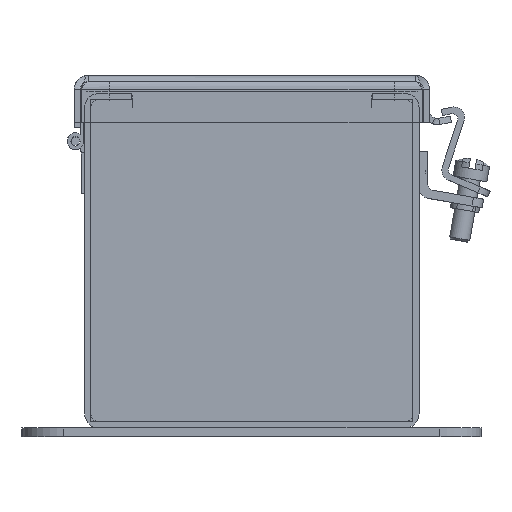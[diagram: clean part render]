
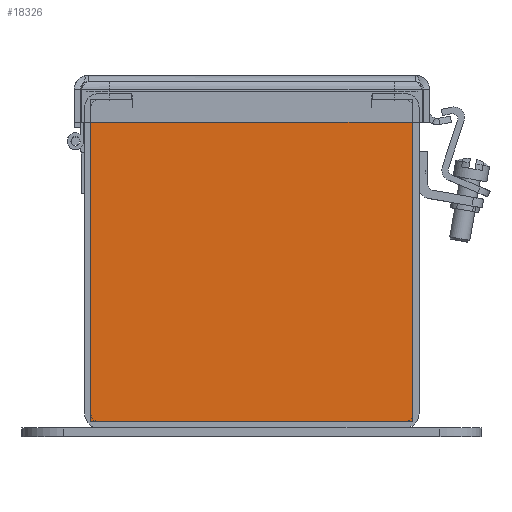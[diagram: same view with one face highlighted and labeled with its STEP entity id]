
A CAD part, left-side view. The second image highlights one B-rep face of the part: STEP entity #18326.
In plain terms, the highlighted planar face has unit normal (-1, 0, 0).
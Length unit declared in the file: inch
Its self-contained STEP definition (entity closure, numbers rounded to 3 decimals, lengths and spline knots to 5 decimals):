
#61 = VECTOR ( 'NONE', #42978, 39.37008 ) ;
#982 = VERTEX_POINT ( 'NONE', #15653 ) ;
#1204 = EDGE_CURVE ( 'NONE', #35921, #982, #37036, .T. ) ;
#3413 = VERTEX_POINT ( 'NONE', #47887 ) ;
#5594 = DIRECTION ( 'NONE',  ( 0., 0., -1. ) ) ;
#5699 = ORIENTED_EDGE ( 'NONE', *, *, #8611, .F. ) ;
#6974 = VERTEX_POINT ( 'NONE', #44776 ) ;
#7032 = CARTESIAN_POINT ( 'NONE',  ( -30., 0., 2.58225 ) ) ;
#7471 = LINE ( 'NONE', #47322, #16028 ) ;
#7548 = VECTOR ( 'NONE', #10013, 39.37008 ) ;
#8147 = EDGE_LOOP ( 'NONE', ( #18058, #24983, #47731, #41309, #37130, #19127, #41671, #51140, #5699, #39740, #14592, #19820 ) ) ;
#8611 = EDGE_CURVE ( 'NONE', #41061, #3413, #47724, .T. ) ;
#9198 = EDGE_CURVE ( 'NONE', #26035, #10414, #46419, .T. ) ;
#9906 = PLANE ( 'NONE',  #47160 ) ;
#10013 = DIRECTION ( 'NONE',  ( 0., 1., 0. ) ) ;
#10294 = CARTESIAN_POINT ( 'NONE',  ( -30., 1.926, 0.75 ) ) ;
#10414 = VERTEX_POINT ( 'NONE', #48935 ) ;
#10476 = LINE ( 'NONE', #7032, #20845 ) ;
#10531 = LINE ( 'NONE', #26809, #61 ) ;
#11224 = VERTEX_POINT ( 'NONE', #26413 ) ;
#11407 = CARTESIAN_POINT ( 'NONE',  ( -30., 1.4277, 0.75 ) ) ;
#12500 = CARTESIAN_POINT ( 'NONE',  ( -30., 1.4275, 2.58205 ) ) ;
#13113 = DIRECTION ( 'NONE',  ( 0., 0., -1. ) ) ;
#13762 = CARTESIAN_POINT ( 'NONE',  ( -30., 1.4275, 2.58225 ) ) ;
#14592 = ORIENTED_EDGE ( 'NONE', *, *, #36165, .F. ) ;
#15653 = CARTESIAN_POINT ( 'NONE',  ( -30., -1.4275, 2.58225 ) ) ;
#15680 = EDGE_CURVE ( 'NONE', #27974, #982, #10476, .T. ) ;
#16028 = VECTOR ( 'NONE', #22672, 39.37008 ) ;
#16809 = LINE ( 'NONE', #33846, #26119 ) ;
#18058 = ORIENTED_EDGE ( 'NONE', *, *, #37530, .T. ) ;
#18326 = ADVANCED_FACE ( 'NONE', ( #34180 ), #9906, .F. ) ;
#19127 = ORIENTED_EDGE ( 'NONE', *, *, #42475, .F. ) ;
#19820 = ORIENTED_EDGE ( 'NONE', *, *, #38589, .F. ) ;
#19854 = CARTESIAN_POINT ( 'NONE',  ( -30., 0., -1.176 ) ) ;
#20399 = DIRECTION ( 'NONE',  ( 0., 1., 0. ) ) ;
#20845 = VECTOR ( 'NONE', #31018, 39.37008 ) ;
#21237 = CARTESIAN_POINT ( 'NONE',  ( -30., 1.4275, 2.58205 ) ) ;
#22201 = DIRECTION ( 'NONE',  ( 0., 1., 0. ) ) ;
#22672 = DIRECTION ( 'NONE',  ( 0., 1., 0. ) ) ;
#23297 = VERTEX_POINT ( 'NONE', #43950 ) ;
#24983 = ORIENTED_EDGE ( 'NONE', *, *, #1204, .T. ) ;
#25318 = CARTESIAN_POINT ( 'NONE',  ( -30., -1.4275, 2.58205 ) ) ;
#25658 = EDGE_CURVE ( 'NONE', #3413, #6974, #50681, .T. ) ;
#25659 = LINE ( 'NONE', #41807, #47606 ) ;
#26014 = VECTOR ( 'NONE', #26906, 39.37008 ) ;
#26035 = VERTEX_POINT ( 'NONE', #12500 ) ;
#26119 = VECTOR ( 'NONE', #5594, 39.37008 ) ;
#26171 = EDGE_CURVE ( 'NONE', #6974, #23297, #46237, .T. ) ;
#26382 = DIRECTION ( 'NONE',  ( 0., -1., 0. ) ) ;
#26413 = CARTESIAN_POINT ( 'NONE',  ( -30., -1.4277, 2.58205 ) ) ;
#26562 = DIRECTION ( 'NONE',  ( 0., 0., 1. ) ) ;
#26809 = CARTESIAN_POINT ( 'NONE',  ( -30., -1.4277, 0.75 ) ) ;
#26906 = DIRECTION ( 'NONE',  ( 0., 0., -1. ) ) ;
#27025 = VERTEX_POINT ( 'NONE', #49488 ) ;
#27516 = DIRECTION ( 'NONE',  ( 0., -1., 0. ) ) ;
#27974 = VERTEX_POINT ( 'NONE', #13762 ) ;
#28388 = VECTOR ( 'NONE', #26382, 39.37008 ) ;
#28581 = VERTEX_POINT ( 'NONE', #47223 ) ;
#29582 = DIRECTION ( 'NONE',  ( 0., 0., 1. ) ) ;
#31018 = DIRECTION ( 'NONE',  ( 0., -1., 0. ) ) ;
#31773 = EDGE_CURVE ( 'NONE', #27025, #41061, #25659, .T. ) ;
#32291 = CARTESIAN_POINT ( 'NONE',  ( -30., 0., 2.676 ) ) ;
#33846 = CARTESIAN_POINT ( 'NONE',  ( -30., 1.4275, 2.676 ) ) ;
#34180 = FACE_OUTER_BOUND ( 'NONE', #8147, .T. ) ;
#35172 = CARTESIAN_POINT ( 'NONE',  ( -30., 0., 2.676 ) ) ;
#35921 = VERTEX_POINT ( 'NONE', #45304 ) ;
#36165 = EDGE_CURVE ( 'NONE', #28581, #27025, #40467, .T. ) ;
#37036 = LINE ( 'NONE', #25318, #48733 ) ;
#37130 = ORIENTED_EDGE ( 'NONE', *, *, #9198, .T. ) ;
#37530 = EDGE_CURVE ( 'NONE', #11224, #35921, #7471, .T. ) ;
#38589 = EDGE_CURVE ( 'NONE', #11224, #28581, #10531, .T. ) ;
#38953 = DIRECTION ( 'NONE',  ( 1., 0., 0. ) ) ;
#39740 = ORIENTED_EDGE ( 'NONE', *, *, #31773, .F. ) ;
#40278 = CARTESIAN_POINT ( 'NONE',  ( -30., -1.926, -1.176 ) ) ;
#40467 = LINE ( 'NONE', #32291, #48230 ) ;
#41061 = VERTEX_POINT ( 'NONE', #40278 ) ;
#41309 = ORIENTED_EDGE ( 'NONE', *, *, #44091, .T. ) ;
#41671 = ORIENTED_EDGE ( 'NONE', *, *, #26171, .F. ) ;
#41807 = CARTESIAN_POINT ( 'NONE',  ( -30., -1.926, 0.75 ) ) ;
#42475 = EDGE_CURVE ( 'NONE', #23297, #10414, #47806, .T. ) ;
#42978 = DIRECTION ( 'NONE',  ( 0., 0., 1. ) ) ;
#43950 = CARTESIAN_POINT ( 'NONE',  ( -30., 1.4277, 2.676 ) ) ;
#44091 = EDGE_CURVE ( 'NONE', #27974, #26035, #16809, .T. ) ;
#44776 = CARTESIAN_POINT ( 'NONE',  ( -30., 1.926, 2.676 ) ) ;
#45304 = CARTESIAN_POINT ( 'NONE',  ( -30., -1.4275, 2.58205 ) ) ;
#46237 = LINE ( 'NONE', #35172, #28388 ) ;
#46419 = LINE ( 'NONE', #21237, #7548 ) ;
#47108 = CARTESIAN_POINT ( 'NONE',  ( -30., 0., 0.75 ) ) ;
#47160 = AXIS2_PLACEMENT_3D ( 'NONE', #47108, #38953, #22201 ) ;
#47223 = CARTESIAN_POINT ( 'NONE',  ( -30., -1.4277, 2.676 ) ) ;
#47322 = CARTESIAN_POINT ( 'NONE',  ( -30., -1.4277, 2.58205 ) ) ;
#47330 = VECTOR ( 'NONE', #20399, 39.37008 ) ;
#47606 = VECTOR ( 'NONE', #13113, 39.37008 ) ;
#47724 = LINE ( 'NONE', #19854, #47330 ) ;
#47731 = ORIENTED_EDGE ( 'NONE', *, *, #15680, .F. ) ;
#47759 = VECTOR ( 'NONE', #26562, 39.37008 ) ;
#47806 = LINE ( 'NONE', #11407, #26014 ) ;
#47887 = CARTESIAN_POINT ( 'NONE',  ( -30., 1.926, -1.176 ) ) ;
#48230 = VECTOR ( 'NONE', #27516, 39.37008 ) ;
#48733 = VECTOR ( 'NONE', #29582, 39.37008 ) ;
#48935 = CARTESIAN_POINT ( 'NONE',  ( -30., 1.4277, 2.58205 ) ) ;
#49488 = CARTESIAN_POINT ( 'NONE',  ( -30., -1.926, 2.676 ) ) ;
#50681 = LINE ( 'NONE', #10294, #47759 ) ;
#51140 = ORIENTED_EDGE ( 'NONE', *, *, #25658, .F. ) ;
